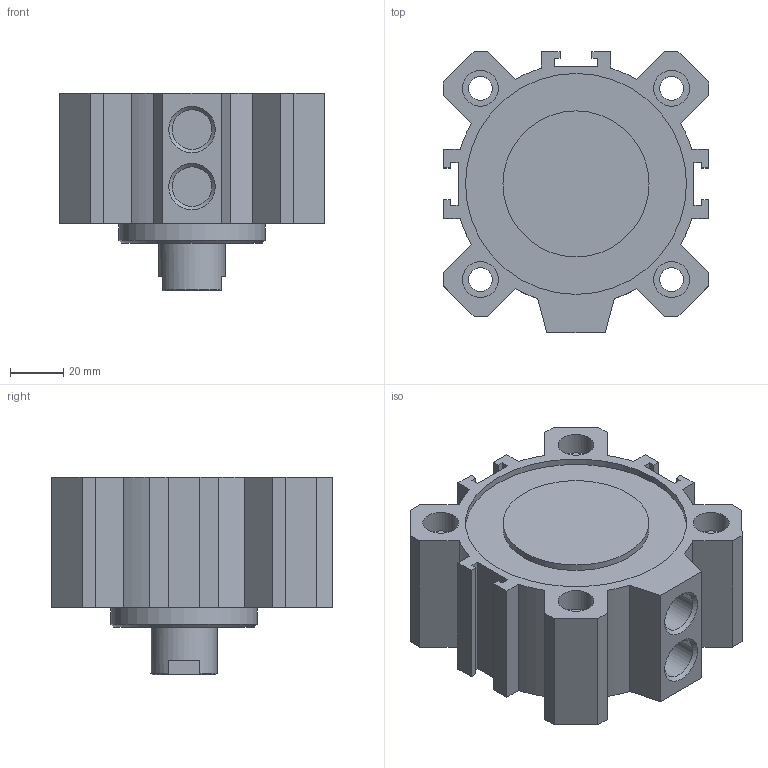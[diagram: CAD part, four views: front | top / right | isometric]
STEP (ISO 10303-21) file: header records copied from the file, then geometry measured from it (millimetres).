
FILE_DESCRIPTION(/* description */ (''),/* implementation_level */ '2;1');
FILE_NAME(/* name */ '1503_80_0010.stp',/* time_stamp */ '2016-09-07T14:39:22+02:00',/* author */ ('Maniean1'),/* organization */ ('Pneumax S.p.A.'),/* preprocessor_version */ 'ST-DEVELOPER v15.2',/* originating_system */ 'Autodesk Inventor 2014',/* authorisation */ '');
FILE_SCHEMA (('AUTOMOTIVE_DESIGN { 1 0 10303 214 3 1 1 }'));
Length unit declared in the file: millimetre
Products named in the file (3): C_1503_80_0010; S_1501_80_0010; 1503_80_0010
Bounding box: 100 x 106 x 74.5 mm (x, y, z)
Volume: 353403.1 mm3; surface area: 89056.7 mm2
Topology: 2 solids, 2 shells, 119 faces, 292 edges, 195 vertices
Faces by surface type: plane 82, cylinder 31, cone 6
Full cylindrical faces by diameter (mm): 9 x4, 13.5 x8, 13.835 x1, 14.95 x2, 25 x2, 55 x2, 80 x2, 83.2 x2
Entity records: 3505 total; most frequent: CARTESIAN_POINT 580, DIRECTION 574, ORIENTED_EDGE 518, EDGE_CURVE 259, AXIS2_PLACEMENT_3D 195, VERTEX_POINT 189, LINE 184, VECTOR 184
